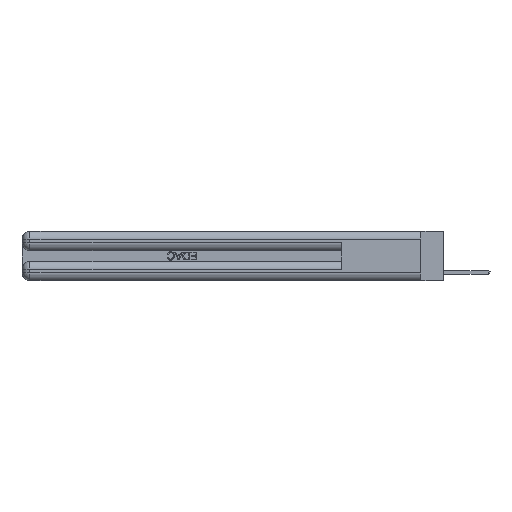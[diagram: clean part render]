
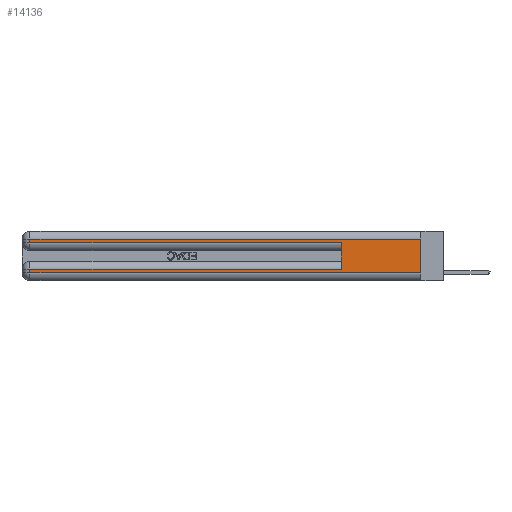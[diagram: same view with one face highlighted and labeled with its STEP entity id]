
A CAD part, left-side view. The second image highlights one B-rep face of the part: STEP entity #14136.
In plain terms, the highlighted planar face has unit normal (-1, 0, 0).
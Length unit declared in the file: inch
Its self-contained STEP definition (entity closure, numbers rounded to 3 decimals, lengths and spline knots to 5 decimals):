
#308 = CARTESIAN_POINT ( 'NONE',  ( 0., 0., 0.285 ) ) ;
#581 = DIRECTION ( 'NONE',  ( 1., 0., 0. ) ) ;
#693 = LINE ( 'NONE', #19144, #25631 ) ;
#879 = VERTEX_POINT ( 'NONE', #2140 ) ;
#2140 = CARTESIAN_POINT ( 'NONE',  ( 0., 0., 0.06 ) ) ;
#2702 = EDGE_LOOP ( 'NONE', ( #19449, #10323, #26006, #14400, #24303, #11348, #22969, #4547 ) ) ;
#2943 = EDGE_CURVE ( 'NONE', #21468, #5614, #24803, .T. ) ;
#3008 = CARTESIAN_POINT ( 'NONE',  ( 0., 2.94, 0.085 ) ) ;
#3152 = LINE ( 'NONE', #308, #13309 ) ;
#3295 = LINE ( 'NONE', #22088, #8471 ) ;
#3366 = EDGE_CURVE ( 'NONE', #27548, #3667, #6547, .T. ) ;
#3667 = VERTEX_POINT ( 'NONE', #24550 ) ;
#4547 = ORIENTED_EDGE ( 'NONE', *, *, #5792, .T. ) ;
#4799 = PLANE ( 'NONE',  #4914 ) ;
#4914 = AXIS2_PLACEMENT_3D ( 'NONE', #7395, #581, #21456 ) ;
#5381 = EDGE_CURVE ( 'NONE', #18887, #879, #17886, .T. ) ;
#5614 = VERTEX_POINT ( 'NONE', #23771 ) ;
#5711 = EDGE_CURVE ( 'NONE', #5614, #15259, #3152, .T. ) ;
#5792 = EDGE_CURVE ( 'NONE', #3667, #879, #3295, .T. ) ;
#6547 = LINE ( 'NONE', #16117, #7194 ) ;
#7194 = VECTOR ( 'NONE', #10965, 39.37008 ) ;
#7395 = CARTESIAN_POINT ( 'NONE',  ( 0., 0., 0.37 ) ) ;
#8471 = VECTOR ( 'NONE', #17261, 39.37008 ) ;
#9552 = DIRECTION ( 'NONE',  ( 0., -1., 0. ) ) ;
#9760 = VECTOR ( 'NONE', #15288, 39.37008 ) ;
#10115 = VECTOR ( 'NONE', #28869, 39.37008 ) ;
#10323 = ORIENTED_EDGE ( 'NONE', *, *, #12972, .T. ) ;
#10965 = DIRECTION ( 'NONE',  ( 0., 0., -1. ) ) ;
#11348 = ORIENTED_EDGE ( 'NONE', *, *, #11701, .T. ) ;
#11671 = EDGE_CURVE ( 'NONE', #28023, #15259, #24933, .T. ) ;
#11701 = EDGE_CURVE ( 'NONE', #28023, #27548, #27806, .T. ) ;
#12058 = DIRECTION ( 'NONE',  ( 0., 1., 0. ) ) ;
#12768 = CARTESIAN_POINT ( 'NONE',  ( 0., 0., 0.37 ) ) ;
#12972 = EDGE_CURVE ( 'NONE', #18887, #21468, #693, .T. ) ;
#13309 = VECTOR ( 'NONE', #9552, 39.37008 ) ;
#13754 = DIRECTION ( 'NONE',  ( 0., 1., 0. ) ) ;
#14136 = ADVANCED_FACE ( 'NONE', ( #16197 ), #4799, .F. ) ;
#14400 = ORIENTED_EDGE ( 'NONE', *, *, #5711, .T. ) ;
#14947 = CARTESIAN_POINT ( 'NONE',  ( 0., 0., 0.31 ) ) ;
#15219 = VECTOR ( 'NONE', #26665, 39.37008 ) ;
#15259 = VERTEX_POINT ( 'NONE', #15749 ) ;
#15288 = DIRECTION ( 'NONE',  ( 0., 0., -1. ) ) ;
#15749 = CARTESIAN_POINT ( 'NONE',  ( 0., 0.6, 0.285 ) ) ;
#15866 = CARTESIAN_POINT ( 'NONE',  ( 0., 0., 0.085 ) ) ;
#16117 = CARTESIAN_POINT ( 'NONE',  ( 0., 2.94, 0.37 ) ) ;
#16197 = FACE_OUTER_BOUND ( 'NONE', #2702, .T. ) ;
#17261 = DIRECTION ( 'NONE',  ( 0., -1., 0. ) ) ;
#17886 = LINE ( 'NONE', #12768, #15219 ) ;
#18884 = CARTESIAN_POINT ( 'NONE',  ( 0., 0.6, 0.085 ) ) ;
#18887 = VERTEX_POINT ( 'NONE', #14947 ) ;
#19144 = CARTESIAN_POINT ( 'NONE',  ( 0., 0., 0.31 ) ) ;
#19449 = ORIENTED_EDGE ( 'NONE', *, *, #5381, .F. ) ;
#20230 = CARTESIAN_POINT ( 'NONE',  ( 0., 0.6, 0.145 ) ) ;
#21456 = DIRECTION ( 'NONE',  ( 0., 0., -1. ) ) ;
#21468 = VERTEX_POINT ( 'NONE', #29401 ) ;
#22088 = CARTESIAN_POINT ( 'NONE',  ( 0., 0., 0.06 ) ) ;
#22969 = ORIENTED_EDGE ( 'NONE', *, *, #3366, .T. ) ;
#23771 = CARTESIAN_POINT ( 'NONE',  ( 0., 2.94, 0.285 ) ) ;
#24123 = VECTOR ( 'NONE', #13754, 39.37008 ) ;
#24303 = ORIENTED_EDGE ( 'NONE', *, *, #11671, .F. ) ;
#24550 = CARTESIAN_POINT ( 'NONE',  ( 0., 2.94, 0.06 ) ) ;
#24803 = LINE ( 'NONE', #26773, #9760 ) ;
#24933 = LINE ( 'NONE', #20230, #10115 ) ;
#25631 = VECTOR ( 'NONE', #12058, 39.37008 ) ;
#26006 = ORIENTED_EDGE ( 'NONE', *, *, #2943, .T. ) ;
#26665 = DIRECTION ( 'NONE',  ( 0., 0., -1. ) ) ;
#26773 = CARTESIAN_POINT ( 'NONE',  ( 0., 2.94, 0.37 ) ) ;
#27548 = VERTEX_POINT ( 'NONE', #3008 ) ;
#27806 = LINE ( 'NONE', #15866, #24123 ) ;
#28023 = VERTEX_POINT ( 'NONE', #18884 ) ;
#28869 = DIRECTION ( 'NONE',  ( 0., 0., 1. ) ) ;
#29401 = CARTESIAN_POINT ( 'NONE',  ( 0., 2.94, 0.31 ) ) ;
